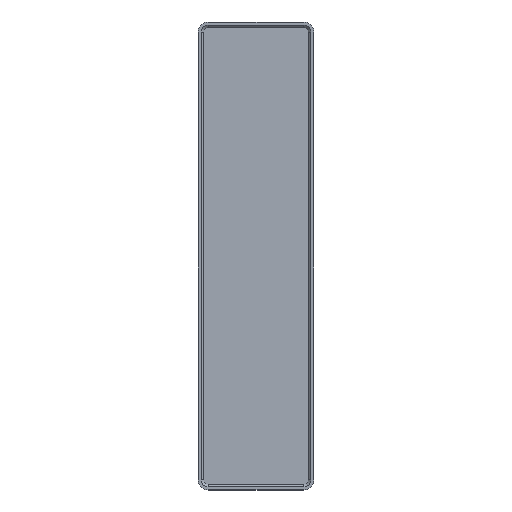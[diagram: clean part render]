
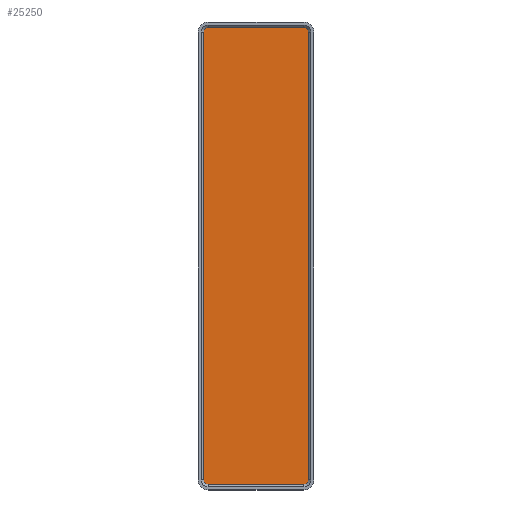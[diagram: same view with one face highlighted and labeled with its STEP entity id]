
A CAD part, top view. The second image highlights one B-rep face of the part: STEP entity #25250.
In plain terms, the highlighted planar face has unit normal (0, 0, 1).
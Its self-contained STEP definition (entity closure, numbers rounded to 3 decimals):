
#24500=CARTESIAN_POINT('',(273.,273.,7.));
#24510=DIRECTION('',(0.,0.,1.));
#24520=DIRECTION('',(1.,0.,0.));
#24530=AXIS2_PLACEMENT_3D('',#24500,#24510,#24520);
#24540=PLANE('',#24530);
#24550=CARTESIAN_POINT('',(255.85,290.15,7.));
#24560=DIRECTION('',(0.,0.,-1.));
#24570=DIRECTION('',(-1.,0.,0.));
#24580=AXIS2_PLACEMENT_3D('',#24550,#24560,#24570);
#24590=CIRCLE('',#24580,1.6);
#24600=CARTESIAN_POINT('',(254.25,290.15,7.));
#24610=VERTEX_POINT('',#24600);
#24620=CARTESIAN_POINT('',(255.85,291.75,7.));
#24630=VERTEX_POINT('',#24620);
#24640=EDGE_CURVE('',#24610,#24630,#24590,.T.);
#24650=ORIENTED_EDGE('',*,*,#24640,.F.);
#24660=CARTESIAN_POINT('',(257.,291.75,7.));
#24670=DIRECTION('',(1.,0.,0.));
#24680=VECTOR('',#24670,1.);
#24690=LINE('',#24660,#24680);
#24700=CARTESIAN_POINT('',(290.15,291.75,7.));
#24710=VERTEX_POINT('',#24700);
#24720=EDGE_CURVE('',#24630,#24710,#24690,.T.);
#24730=ORIENTED_EDGE('',*,*,#24720,.F.);
#24740=CARTESIAN_POINT('',(290.15,290.15,7.));
#24750=DIRECTION('',(0.,0.,-1.));
#24760=DIRECTION('',(-1.,0.,0.));
#24770=AXIS2_PLACEMENT_3D('',#24740,#24750,#24760);
#24780=CIRCLE('',#24770,1.6);
#24790=CARTESIAN_POINT('',(291.75,290.15,7.));
#24800=VERTEX_POINT('',#24790);
#24810=EDGE_CURVE('',#24710,#24800,#24780,.T.);
#24820=ORIENTED_EDGE('',*,*,#24810,.F.);
#24830=CARTESIAN_POINT('',(291.75,0.,7.));
#24840=DIRECTION('',(-0.,-1.,0.));
#24850=VECTOR('',#24840,1.);
#24860=LINE('',#24830,#24850);
#24870=CARTESIAN_POINT('',(291.75,129.85,7.));
#24880=VERTEX_POINT('',#24870);
#24890=EDGE_CURVE('',#24800,#24880,#24860,.T.);
#24900=ORIENTED_EDGE('',*,*,#24890,.F.);
#24910=CARTESIAN_POINT('',(290.15,129.85,7.));
#24920=DIRECTION('',(0.,0.,-1.));
#24930=DIRECTION('',(1.,0.,0.));
#24940=AXIS2_PLACEMENT_3D('',#24910,#24920,#24930);
#24950=CIRCLE('',#24940,1.6);
#24960=CARTESIAN_POINT('',(290.15,128.25,7.));
#24970=VERTEX_POINT('',#24960);
#24980=EDGE_CURVE('',#24880,#24970,#24950,.T.);
#24990=ORIENTED_EDGE('',*,*,#24980,.F.);
#25000=CARTESIAN_POINT('',(0.,128.25,7.));
#25010=DIRECTION('',(1.,0.,-0.));
#25020=VECTOR('',#25010,1.);
#25030=LINE('',#25000,#25020);
#25040=CARTESIAN_POINT('',(255.85,128.25,7.));
#25050=VERTEX_POINT('',#25040);
#25060=EDGE_CURVE('',#25050,#24970,#25030,.T.);
#25070=ORIENTED_EDGE('',*,*,#25060,.T.);
#25080=CARTESIAN_POINT('',(255.85,129.85,7.));
#25090=DIRECTION('',(0.,0.,-1.));
#25100=DIRECTION('',(1.,0.,0.));
#25110=AXIS2_PLACEMENT_3D('',#25080,#25090,#25100);
#25120=CIRCLE('',#25110,1.6);
#25130=CARTESIAN_POINT('',(254.25,129.85,7.));
#25140=VERTEX_POINT('',#25130);
#25150=EDGE_CURVE('',#25050,#25140,#25120,.T.);
#25160=ORIENTED_EDGE('',*,*,#25150,.F.);
#25170=CARTESIAN_POINT('',(254.25,257.,7.));
#25180=DIRECTION('',(0.,1.,0.));
#25190=VECTOR('',#25180,1.);
#25200=LINE('',#25170,#25190);
#25210=EDGE_CURVE('',#25140,#24610,#25200,.T.);
#25220=ORIENTED_EDGE('',*,*,#25210,.F.);
#25230=EDGE_LOOP('',(#25220,#25160,#25070,#24990,#24900,#24820,#24730,
#24650));
#25240=FACE_OUTER_BOUND('',#25230,.T.);
#25250=ADVANCED_FACE('',(#25240),#24540,.T.);
